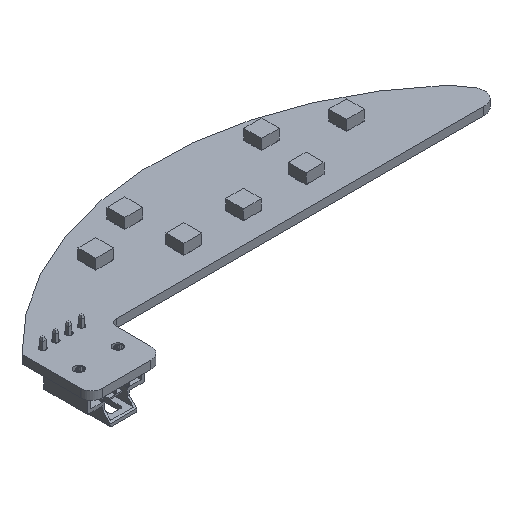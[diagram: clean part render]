
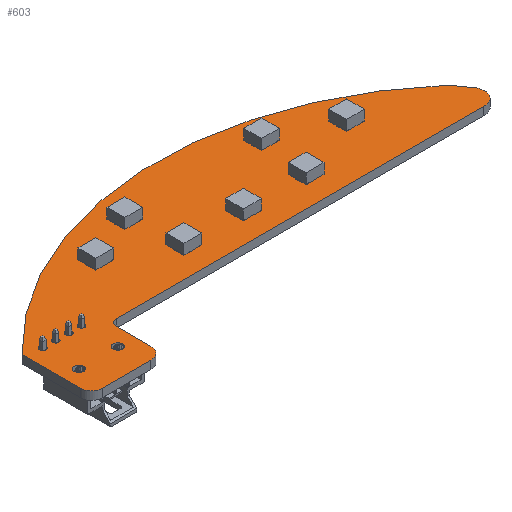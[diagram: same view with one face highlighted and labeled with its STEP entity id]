
A CAD part, isometric view. The second image highlights one B-rep face of the part: STEP entity #603.
In plain terms, the highlighted planar face has unit normal (0, 0, 1).
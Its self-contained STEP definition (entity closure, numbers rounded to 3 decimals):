
#24 = VERTEX_POINT('',#25);
#25 = CARTESIAN_POINT('',(10.786,24.003,0.));
#31 = EDGE_CURVE('',#24,#32,#34,.T.);
#32 = VERTEX_POINT('',#33);
#33 = CARTESIAN_POINT('',(8.636,26.153,0.));
#34 = CIRCLE('',#35,2.151);
#35 = AXIS2_PLACEMENT_3D('',#36,#37,#38);
#36 = CARTESIAN_POINT('',(10.787,26.154,0.));
#37 = DIRECTION('',(0.,0.,-1.));
#38 = DIRECTION('',(0.,-1.,-0.));
#64 = EDGE_CURVE('',#32,#65,#67,.T.);
#65 = VERTEX_POINT('',#66);
#66 = CARTESIAN_POINT('',(8.636,37.381,0.));
#67 = LINE('',#68,#69);
#68 = CARTESIAN_POINT('',(8.636,26.153,0.));
#69 = VECTOR('',#70,1.);
#70 = DIRECTION('',(0.,1.,0.));
#95 = EDGE_CURVE('',#65,#96,#98,.T.);
#96 = VERTEX_POINT('',#97);
#97 = CARTESIAN_POINT('',(8.696,37.441,0.));
#98 = LINE('',#99,#100);
#99 = CARTESIAN_POINT('',(8.636,37.381,0.));
#100 = VECTOR('',#101,1.);
#101 = DIRECTION('',(0.707,0.707,0.));
#126 = EDGE_CURVE('',#96,#127,#129,.T.);
#127 = VERTEX_POINT('',#128);
#128 = CARTESIAN_POINT('',(94.823,41.296,0.));
#129 = CIRCLE('',#130,62.499);
#130 = AXIS2_PLACEMENT_3D('',#131,#132,#133);
#131 = CARTESIAN_POINT('',(53.783,-5.84,0.));
#132 = DIRECTION('',(0.,0.,-1.));
#133 = DIRECTION('',(-0.721,0.693,0.));
#159 = EDGE_CURVE('',#127,#160,#162,.T.);
#160 = VERTEX_POINT('',#161);
#161 = CARTESIAN_POINT('',(96.826,38.46,0.));
#162 = LINE('',#163,#164);
#163 = CARTESIAN_POINT('',(94.823,41.296,0.));
#164 = VECTOR('',#165,1.);
#165 = DIRECTION('',(0.577,-0.817,0.));
#190 = EDGE_CURVE('',#160,#191,#193,.T.);
#191 = VERTEX_POINT('',#192);
#192 = CARTESIAN_POINT('',(94.699,34.301,0.));
#193 = CIRCLE('',#194,2.56);
#194 = AXIS2_PLACEMENT_3D('',#195,#196,#197);
#195 = CARTESIAN_POINT('',(94.83,36.857,0.));
#196 = DIRECTION('',(0.,0.,-1.));
#197 = DIRECTION('',(0.78,0.626,0.));
#223 = EDGE_CURVE('',#191,#224,#226,.T.);
#224 = VERTEX_POINT('',#225);
#225 = CARTESIAN_POINT('',(23.749,34.301,0.));
#226 = LINE('',#227,#228);
#227 = CARTESIAN_POINT('',(94.699,34.301,0.));
#228 = VECTOR('',#229,1.);
#229 = DIRECTION('',(-1.,0.,0.));
#254 = EDGE_CURVE('',#224,#255,#257,.T.);
#255 = VERTEX_POINT('',#256);
#256 = CARTESIAN_POINT('',(22.479,33.031,0.));
#257 = CIRCLE('',#258,1.27);
#258 = AXIS2_PLACEMENT_3D('',#259,#260,#261);
#259 = CARTESIAN_POINT('',(23.749,33.031,0.));
#260 = DIRECTION('',(0.,0.,1.));
#261 = DIRECTION('',(0.,1.,0.));
#287 = EDGE_CURVE('',#255,#288,#290,.T.);
#288 = VERTEX_POINT('',#289);
#289 = CARTESIAN_POINT('',(22.479,26.35,0.));
#290 = LINE('',#291,#292);
#291 = CARTESIAN_POINT('',(22.479,33.031,0.));
#292 = VECTOR('',#293,1.);
#293 = DIRECTION('',(0.,-1.,0.));
#318 = EDGE_CURVE('',#288,#319,#321,.T.);
#319 = VERTEX_POINT('',#320);
#320 = CARTESIAN_POINT('',(20.132,24.003,0.));
#321 = CIRCLE('',#322,2.349);
#322 = AXIS2_PLACEMENT_3D('',#323,#324,#325);
#323 = CARTESIAN_POINT('',(20.13,26.352,0.));
#324 = DIRECTION('',(0.,0.,-1.));
#325 = DIRECTION('',(1.,-0.001,0.));
#351 = EDGE_CURVE('',#319,#24,#352,.T.);
#352 = LINE('',#353,#354);
#353 = CARTESIAN_POINT('',(20.132,24.003,0.));
#354 = VECTOR('',#355,1.);
#355 = DIRECTION('',(-1.,0.,0.));
#375 = VERTEX_POINT('',#376);
#376 = CARTESIAN_POINT('',(12.657,29.508,0.));
#382 = EDGE_CURVE('',#375,#375,#383,.T.);
#383 = CIRCLE('',#384,0.9);
#384 = AXIS2_PLACEMENT_3D('',#385,#386,#387);
#385 = CARTESIAN_POINT('',(11.757,29.508,0.));
#386 = DIRECTION('',(0.,0.,1.));
#387 = DIRECTION('',(1.,0.,-0.));
#408 = VERTEX_POINT('',#409);
#409 = CARTESIAN_POINT('',(12.35,36.493,0.));
#415 = EDGE_CURVE('',#408,#408,#416,.T.);
#416 = CIRCLE('',#417,0.6);
#417 = AXIS2_PLACEMENT_3D('',#418,#419,#420);
#418 = CARTESIAN_POINT('',(11.75,36.493,0.));
#419 = DIRECTION('',(0.,0.,1.));
#420 = DIRECTION('',(1.,0.,-0.));
#441 = VERTEX_POINT('',#442);
#442 = CARTESIAN_POINT('',(14.85,36.493,0.));
#448 = EDGE_CURVE('',#441,#441,#449,.T.);
#449 = CIRCLE('',#450,0.6);
#450 = AXIS2_PLACEMENT_3D('',#451,#452,#453);
#451 = CARTESIAN_POINT('',(14.25,36.493,0.));
#452 = DIRECTION('',(0.,0.,1.));
#453 = DIRECTION('',(1.,0.,-0.));
#474 = VERTEX_POINT('',#475);
#475 = CARTESIAN_POINT('',(20.15,29.508,0.));
#481 = EDGE_CURVE('',#474,#474,#482,.T.);
#482 = CIRCLE('',#483,0.9);
#483 = AXIS2_PLACEMENT_3D('',#484,#485,#486);
#484 = CARTESIAN_POINT('',(19.25,29.508,0.));
#485 = DIRECTION('',(0.,0.,1.));
#486 = DIRECTION('',(1.,0.,-0.));
#507 = VERTEX_POINT('',#508);
#508 = CARTESIAN_POINT('',(17.35,36.493,0.));
#514 = EDGE_CURVE('',#507,#507,#515,.T.);
#515 = CIRCLE('',#516,0.6);
#516 = AXIS2_PLACEMENT_3D('',#517,#518,#519);
#517 = CARTESIAN_POINT('',(16.75,36.493,0.));
#518 = DIRECTION('',(0.,0.,1.));
#519 = DIRECTION('',(1.,0.,-0.));
#540 = VERTEX_POINT('',#541);
#541 = CARTESIAN_POINT('',(19.85,36.493,0.));
#547 = EDGE_CURVE('',#540,#540,#548,.T.);
#548 = CIRCLE('',#549,0.6);
#549 = AXIS2_PLACEMENT_3D('',#550,#551,#552);
#550 = CARTESIAN_POINT('',(19.25,36.493,0.));
#551 = DIRECTION('',(0.,0.,1.));
#552 = DIRECTION('',(1.,0.,-0.));
#603 = ADVANCED_FACE('',(#604,#617,#620,#623,#626,#629,#632),#635,.F.);
#604 = FACE_BOUND('',#605,.F.);
#605 = EDGE_LOOP('',(#606,#607,#608,#609,#610,#611,#612,#613,#614,#615,
    #616));
#606 = ORIENTED_EDGE('',*,*,#31,.T.);
#607 = ORIENTED_EDGE('',*,*,#64,.T.);
#608 = ORIENTED_EDGE('',*,*,#95,.T.);
#609 = ORIENTED_EDGE('',*,*,#126,.T.);
#610 = ORIENTED_EDGE('',*,*,#159,.T.);
#611 = ORIENTED_EDGE('',*,*,#190,.T.);
#612 = ORIENTED_EDGE('',*,*,#223,.T.);
#613 = ORIENTED_EDGE('',*,*,#254,.T.);
#614 = ORIENTED_EDGE('',*,*,#287,.T.);
#615 = ORIENTED_EDGE('',*,*,#318,.T.);
#616 = ORIENTED_EDGE('',*,*,#351,.T.);
#617 = FACE_BOUND('',#618,.F.);
#618 = EDGE_LOOP('',(#619));
#619 = ORIENTED_EDGE('',*,*,#382,.T.);
#620 = FACE_BOUND('',#621,.F.);
#621 = EDGE_LOOP('',(#622));
#622 = ORIENTED_EDGE('',*,*,#415,.T.);
#623 = FACE_BOUND('',#624,.F.);
#624 = EDGE_LOOP('',(#625));
#625 = ORIENTED_EDGE('',*,*,#448,.T.);
#626 = FACE_BOUND('',#627,.F.);
#627 = EDGE_LOOP('',(#628));
#628 = ORIENTED_EDGE('',*,*,#481,.T.);
#629 = FACE_BOUND('',#630,.F.);
#630 = EDGE_LOOP('',(#631));
#631 = ORIENTED_EDGE('',*,*,#514,.T.);
#632 = FACE_BOUND('',#633,.F.);
#633 = EDGE_LOOP('',(#634));
#634 = ORIENTED_EDGE('',*,*,#547,.T.);
#635 = PLANE('',#636);
#636 = AXIS2_PLACEMENT_3D('',#637,#638,#639);
#637 = CARTESIAN_POINT('',(49.7,40.187,0.));
#638 = DIRECTION('',(-0.,-0.,-1.));
#639 = DIRECTION('',(-1.,0.,0.));
